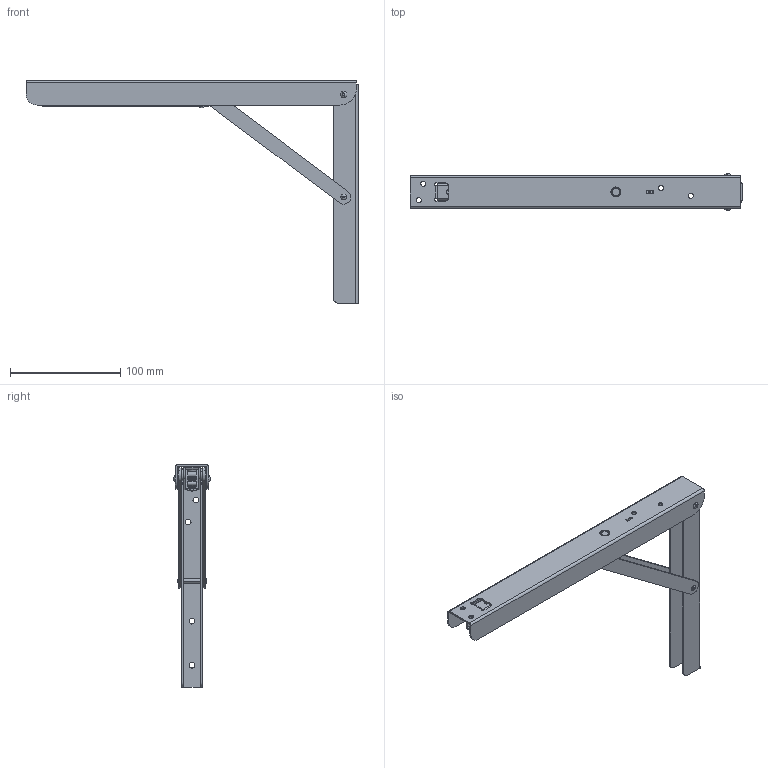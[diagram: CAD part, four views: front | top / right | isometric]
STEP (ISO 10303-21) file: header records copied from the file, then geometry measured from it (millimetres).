
FILE_DESCRIPTION(('STEP AP214'),'1');
FILE_NAME('38212-0 (KBUA302005).STP','2024-02-15T04:54:03',(' '),(' '),'Spatial InterOp 3D',' ',' ');
FILE_SCHEMA(('AUTOMOTIVE_DESIGN { 1 0 10303 214 1 1 1 1 }'));
Length unit declared in the file: millimetre
Products named in the file (1): 000152300 Klappkonsole  300x200|NAUO1#2000152300 SL (Schenkel lang);Verrundung1
Bounding box: 301.5 x 32.8 x 202 mm (x, y, z)
Volume: 79669.7 mm3; surface area: 107656 mm2
Topology: 16 solids, 16 shells, 500 faces, 1228 edges, 776 vertices
Faces by surface type: plane 201, cylinder 196, bspline 47, torus 36, cone 20
Entity records: 31020 total; most frequent: CARTESIAN_POINT 18837, DIRECTION 2556, ORIENTED_EDGE 2448, EDGE_CURVE 1224, AXIS2_PLACEMENT_3D 978, VERTEX_POINT 776, LINE 600, VECTOR 600
